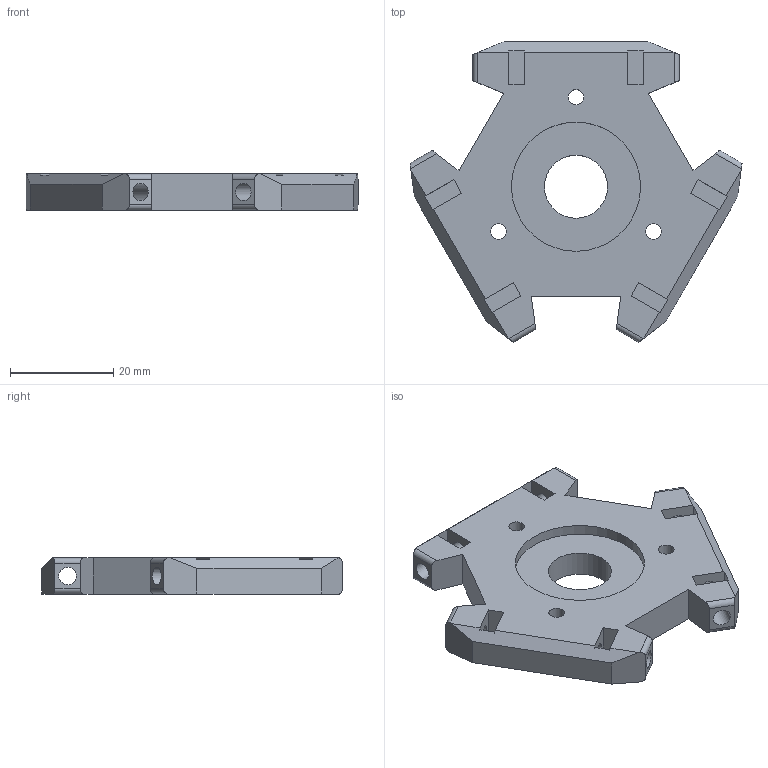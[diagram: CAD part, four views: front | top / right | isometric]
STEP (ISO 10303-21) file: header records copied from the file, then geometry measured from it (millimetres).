
FILE_DESCRIPTION(('FreeCAD Model'),'2;1');
FILE_NAME('Open CASCADE Shape Model','2022-05-09T10:29:23',('Author'),( ''),'Open CASCADE STEP processor 7.5','FreeCAD','Unknown');
FILE_SCHEMA(('AUTOMOTIVE_DESIGN { 1 0 10303 214 1 1 1 1 }'));
Length unit declared in the file: millimetre
Products named in the file (1): Delta-effector
Bounding box: 64.26 x 58.16 x 7 mm (x, y, z)
Volume: 13317 mm3; surface area: 8324 mm2
Topology: 1 solids, 1 shells, 86 faces, 249 edges, 166 vertices
Faces by surface type: plane 60, cylinder 26
Full cylindrical faces by diameter (mm): 3 x3, 3.4 x9, 12.2 x1, 25 x1
Entity records: 6265 total; most frequent: CARTESIAN_POINT 1234, DIRECTION 930, LINE 619, VECTOR 619, ORIENTED_EDGE 498, PCURVE 498, DEFINITIONAL_REPRESENTATION 498, EDGE_CURVE 249
